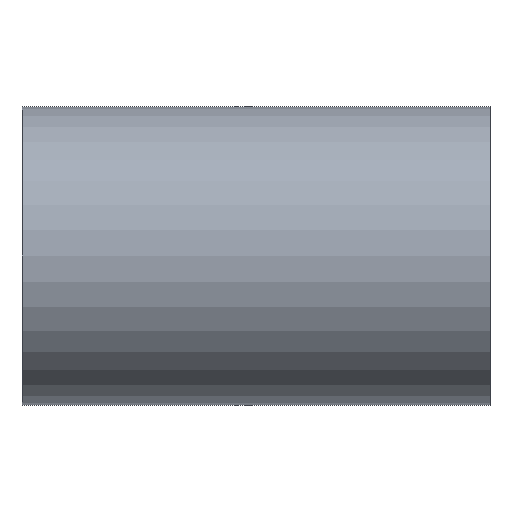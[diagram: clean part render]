
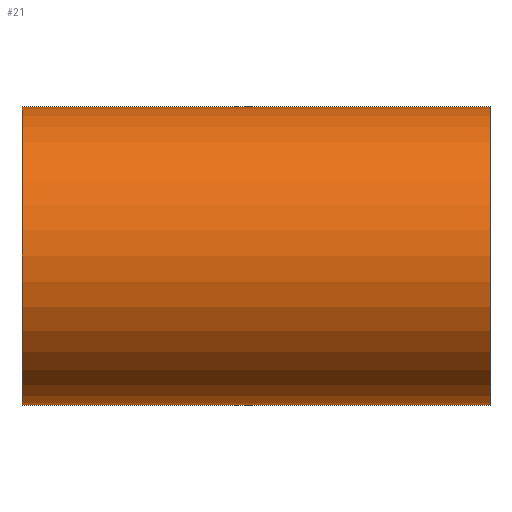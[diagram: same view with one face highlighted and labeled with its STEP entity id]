
A CAD part, left-side view. The second image highlights one B-rep face of the part: STEP entity #21.
In plain terms, the highlighted cylindrical face has radius 111.508 mm (diameter 223.017 mm), a partial arc.
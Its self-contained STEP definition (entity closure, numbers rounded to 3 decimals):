
#6 = AXIS2_PLACEMENT_3D ( 'NONE', #25, #154, #28 ) ;
#9 = EDGE_CURVE ( 'NONE', #124, #127, #122, .T. ) ;
#11 = EDGE_CURVE ( 'NONE', #78, #124, #102, .T. ) ;
#14 = EDGE_CURVE ( 'NONE', #181, #127, #87, .T. ) ;
#15 = CARTESIAN_POINT ( 'NONE',  ( 0., 350., -111.508 ) ) ;
#20 = DIRECTION ( 'NONE',  ( 0., 1., 0. ) ) ;
#21 = ADVANCED_FACE ( 'NONE', ( #88 ), #82, .T. ) ;
#25 = CARTESIAN_POINT ( 'NONE',  ( 0., 350., 0. ) ) ;
#28 = DIRECTION ( 'NONE',  ( 0., 0., -1. ) ) ;
#29 = DIRECTION ( 'NONE',  ( 0., -1., 0. ) ) ;
#46 = CARTESIAN_POINT ( 'NONE',  ( 0., 0., 111.508 ) ) ;
#47 = CARTESIAN_POINT ( 'NONE',  ( 0., 350., 111.508 ) ) ;
#60 = CARTESIAN_POINT ( 'NONE',  ( 0., 0., -111.508 ) ) ;
#62 = ORIENTED_EDGE ( 'NONE', *, *, #9, .F. ) ;
#72 = EDGE_LOOP ( 'NONE', ( #62, #158, #95, #146 ) ) ;
#78 = VERTEX_POINT ( 'NONE', #15 ) ;
#82 = CYLINDRICAL_SURFACE ( 'NONE', #6, 111.508 ) ;
#87 = CIRCLE ( 'NONE', #118, 111.508 ) ;
#88 = FACE_OUTER_BOUND ( 'NONE', #72, .T. ) ;
#95 = ORIENTED_EDGE ( 'NONE', *, *, #188, .T. ) ;
#101 = VECTOR ( 'NONE', #157, 1000. ) ;
#102 = CIRCLE ( 'NONE', #174, 111.508 ) ;
#105 = CARTESIAN_POINT ( 'NONE',  ( 0., 350., 0. ) ) ;
#118 = AXIS2_PLACEMENT_3D ( 'NONE', #183, #20, #166 ) ;
#122 = LINE ( 'NONE', #199, #101 ) ;
#124 = VERTEX_POINT ( 'NONE', #47 ) ;
#127 = VERTEX_POINT ( 'NONE', #46 ) ;
#134 = LINE ( 'NONE', #187, #156 ) ;
#146 = ORIENTED_EDGE ( 'NONE', *, *, #14, .T. ) ;
#152 = DIRECTION ( 'NONE',  ( 0., 1., 0. ) ) ;
#153 = DIRECTION ( 'NONE',  ( 1., 0., 0. ) ) ;
#154 = DIRECTION ( 'NONE',  ( 0., -1., 0. ) ) ;
#156 = VECTOR ( 'NONE', #29, 1000. ) ;
#157 = DIRECTION ( 'NONE',  ( 0., -1., 0. ) ) ;
#158 = ORIENTED_EDGE ( 'NONE', *, *, #11, .F. ) ;
#166 = DIRECTION ( 'NONE',  ( 1., 0., 0. ) ) ;
#174 = AXIS2_PLACEMENT_3D ( 'NONE', #105, #152, #153 ) ;
#181 = VERTEX_POINT ( 'NONE', #60 ) ;
#183 = CARTESIAN_POINT ( 'NONE',  ( 0., 0., 0. ) ) ;
#187 = CARTESIAN_POINT ( 'NONE',  ( 0., 350., -111.508 ) ) ;
#188 = EDGE_CURVE ( 'NONE', #78, #181, #134, .T. ) ;
#199 = CARTESIAN_POINT ( 'NONE',  ( 0., 350., 111.508 ) ) ;
